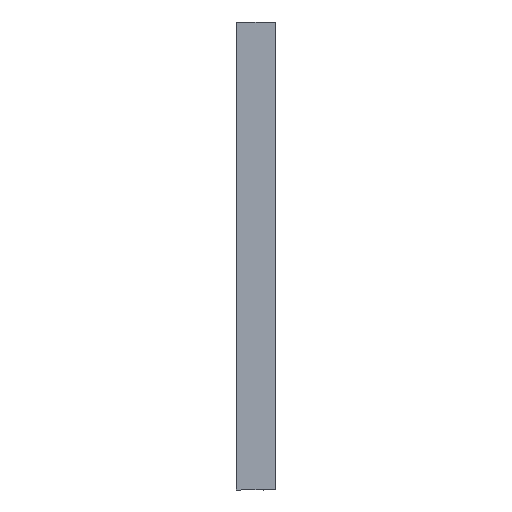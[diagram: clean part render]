
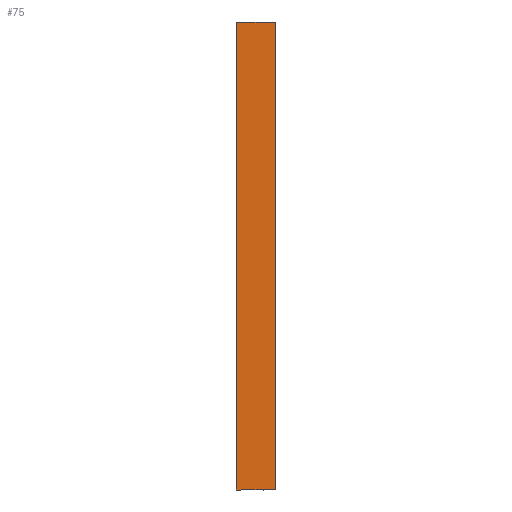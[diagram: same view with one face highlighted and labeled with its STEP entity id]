
A CAD part, left-side view. The second image highlights one B-rep face of the part: STEP entity #75.
In plain terms, the highlighted planar face has unit normal (-1, 0, 0).
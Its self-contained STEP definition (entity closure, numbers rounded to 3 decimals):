
#1 = VERTEX_POINT ( 'NONE', #2111 ) ;
#15 = DIRECTION ( 'NONE',  ( 0., 0., -1. ) ) ;
#64 = ORIENTED_EDGE ( 'NONE', *, *, #782, .T. ) ;
#75 = ADVANCED_FACE ( 'NONE', ( #1074 ), #1745, .T. ) ;
#137 = ORIENTED_EDGE ( 'NONE', *, *, #1313, .F. ) ;
#168 = CARTESIAN_POINT ( 'NONE',  ( 0., -82., 0. ) ) ;
#214 = CARTESIAN_POINT ( 'NONE',  ( 0., 82., 2000. ) ) ;
#228 = VECTOR ( 'NONE', #680, 1000. ) ;
#441 = DIRECTION ( 'NONE',  ( -1., 0., 0. ) ) ;
#470 = EDGE_LOOP ( 'NONE', ( #1834, #137, #64, #1552 ) ) ;
#512 = LINE ( 'NONE', #917, #610 ) ;
#610 = VECTOR ( 'NONE', #15, 1000. ) ;
#680 = DIRECTION ( 'NONE',  ( 0., 1., 0. ) ) ;
#782 = EDGE_CURVE ( 'NONE', #1598, #1779, #835, .T. ) ;
#790 = CARTESIAN_POINT ( 'NONE',  ( 0., -82., 2000. ) ) ;
#835 = LINE ( 'NONE', #1891, #1270 ) ;
#907 = CARTESIAN_POINT ( 'NONE',  ( 0., -82., 2000. ) ) ;
#917 = CARTESIAN_POINT ( 'NONE',  ( 0., 82., 2000. ) ) ;
#947 = AXIS2_PLACEMENT_3D ( 'NONE', #1790, #441, #1883 ) ;
#987 = CARTESIAN_POINT ( 'NONE',  ( 0., 82., 0. ) ) ;
#1002 = DIRECTION ( 'NONE',  ( 0., 0., -1. ) ) ;
#1074 = FACE_OUTER_BOUND ( 'NONE', #470, .T. ) ;
#1270 = VECTOR ( 'NONE', #1396, 1000. ) ;
#1313 = EDGE_CURVE ( 'NONE', #1598, #1, #1350, .T. ) ;
#1350 = LINE ( 'NONE', #790, #2123 ) ;
#1358 = VERTEX_POINT ( 'NONE', #987 ) ;
#1396 = DIRECTION ( 'NONE',  ( 0., 1., 0. ) ) ;
#1552 = ORIENTED_EDGE ( 'NONE', *, *, #2088, .T. ) ;
#1598 = VERTEX_POINT ( 'NONE', #907 ) ;
#1684 = LINE ( 'NONE', #168, #228 ) ;
#1725 = EDGE_CURVE ( 'NONE', #1, #1358, #1684, .T. ) ;
#1745 = PLANE ( 'NONE',  #947 ) ;
#1779 = VERTEX_POINT ( 'NONE', #214 ) ;
#1790 = CARTESIAN_POINT ( 'NONE',  ( 0., -82., 2000. ) ) ;
#1834 = ORIENTED_EDGE ( 'NONE', *, *, #1725, .F. ) ;
#1883 = DIRECTION ( 'NONE',  ( 0., 0., 1. ) ) ;
#1891 = CARTESIAN_POINT ( 'NONE',  ( 0., -82., 2000. ) ) ;
#2088 = EDGE_CURVE ( 'NONE', #1779, #1358, #512, .T. ) ;
#2111 = CARTESIAN_POINT ( 'NONE',  ( 0., -82., 0. ) ) ;
#2123 = VECTOR ( 'NONE', #1002, 1000. ) ;
